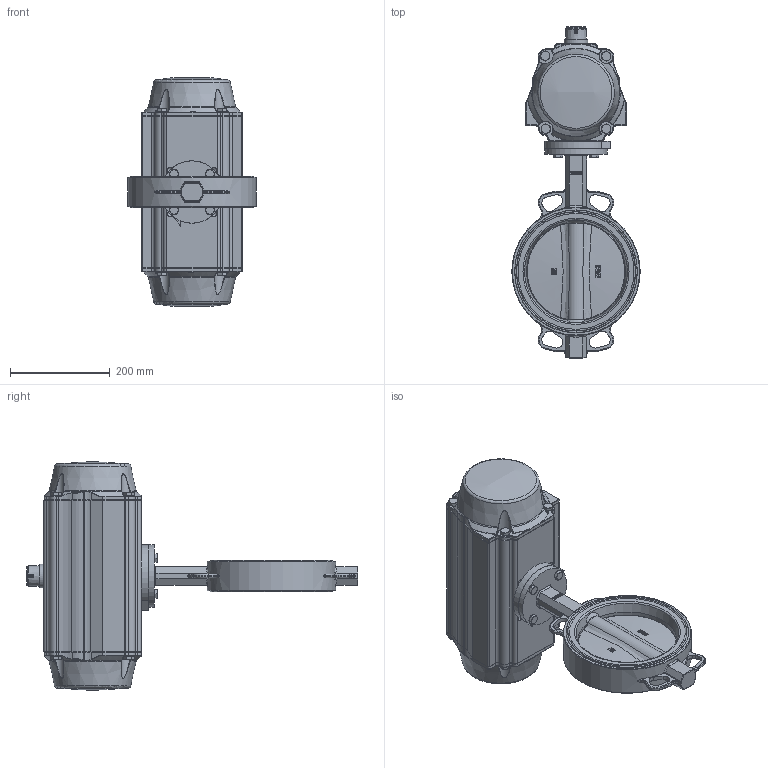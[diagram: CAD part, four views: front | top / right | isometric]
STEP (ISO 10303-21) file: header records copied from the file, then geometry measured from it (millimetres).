
FILE_DESCRIPTION(/* description */ ('Unknown','CAx-IF Rec.Pracs.---Representation and Presentation of Product Manufacturing Information (PMI)---4.0---2014-10-13','CAx-IF Rec.Pracs.---3D Tessellated Geometry---0.4---2014-09-14','2;1'),/* implementation_level */ '2;1');
FILE_NAME(/* name */ 'FR07 5100_5110_5120-15',/* time_stamp */ '2023-11-27T13:42:52+01:00',/* author */ ('Unknown'),/* organization */ ('Unknown'),/* preprocessor_version */ 'ST-DEVELOPER v18.102',/* originating_system */ 'Solid Edge',/* authorisation */ 'Unknown');
FILE_SCHEMA (('AP242_MANAGED_MODEL_BASED_3D_ENGINEERING_MIM_LF { 1 0 10303 442 1 1 4 }'));
Products named in the file (18): FR500-5.100.200; WAFER-DN200; DN200概极; seat; disc; shaft1; shaft2; bushing1; Raster DN200-DN250; DIN 933 M10x35 A2-70 BLK_EDST; DW08_FR07_(DW682_FR500); ____; ________(___________; _____________; ______; hexagon head bolts--product grade c gb_GB_FASTENER_BOLT_HHBC M12X55-N; cup head nib bolts with large head gb_GB_FASTENER_BOLT_CHNBW M6X25-N; KP-160
Assembly tree (30 placements, depth 4):
  FR500-5.100.200
    WAFER-DN200
      DN200概极
      seat
      disc
      shaft1
      shaft2
      bushing1  x2
    Raster DN200-DN250
    DIN 933 M10x35 A2-70 BLK_EDST  x4
    DW08_FR07_(DW682_FR500)
      ____
        ________(___________  x2
        _____________  x2
        ______
      hexagon head bolts--product grade c gb_GB_FASTENER_BOLT_HHBC M12X55-N  x8
      cup head nib bolts with large head gb_GB_FASTENER_BOLT_CHNBW M6X25-N
      KP-160
Bounding box: 258 x 667.12 x 459.98 mm (x, y, z)
Volume: 15607506.5 mm3; surface area: 935124.6 mm2
Topology: 27 solids, 27 shells, 1926 faces, 4665 edges, 2841 vertices
Faces by surface type: plane 636, cylinder 499, bspline 386, torus 209, cone 183, sphere 13
Full cylindrical faces by diameter (mm): 3 x16, 3.3 x8, 4.2 x12, 4.66 x1, 5 x1, 6 x1, 6.2 x1, 6.8 x1, 8.5 x4, 10 x4, 10.2 x12, 11 x8, 11.8 x2, 12 x12, 15.4 x1, 17 x4, 19 x1, 22.1 x5, 22.28 x1, 22.3 x1, 22.4 x2, 28.58 x2, 28.65 x4, 34 x2, 36.2 x1, 38.5 x1, 39 x1, 43.852 x1, 47.8 x1, 71 x1
Entity records: 64649 total; most frequent: CARTESIAN_POINT 26866, ORIENTED_EDGE 7262, DIRECTION 6638, EDGE_CURVE 3631, AXIS2_PLACEMENT_3D 2610, VERTEX_POINT 2353, FACE_BOUND 1918, EDGE_LOOP 1889
